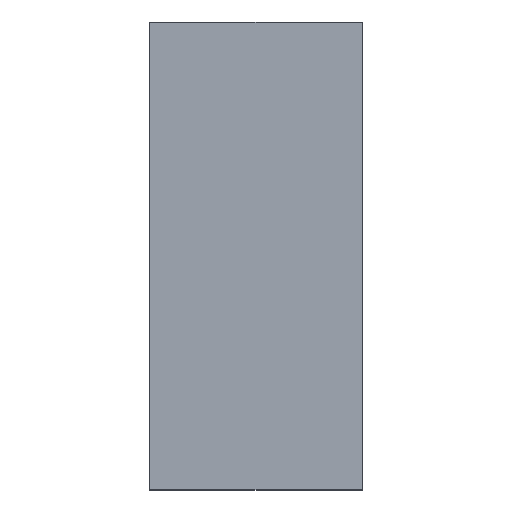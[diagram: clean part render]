
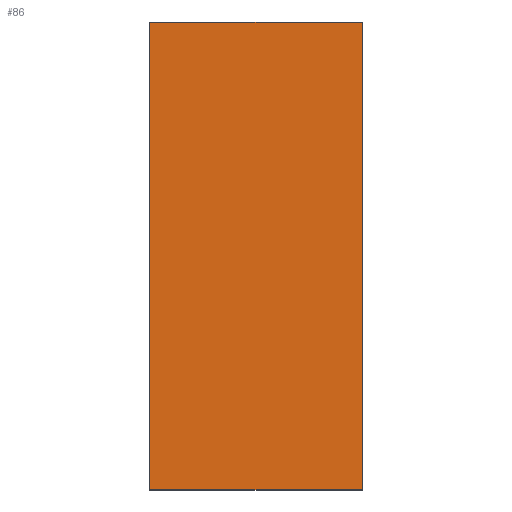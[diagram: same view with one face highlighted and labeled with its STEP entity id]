
A CAD part, top view. The second image highlights one B-rep face of the part: STEP entity #86.
In plain terms, the highlighted planar face has unit normal (0, 0, 1).
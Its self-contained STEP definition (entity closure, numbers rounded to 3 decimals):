
#5 = EDGE_LOOP ( 'NONE', ( #454, #620, #478, #829 ) ) ;
#49 = VECTOR ( 'NONE', #1140, 1000. ) ;
#86 = ADVANCED_FACE ( 'NONE', ( #725 ), #616, .T. ) ;
#124 = DIRECTION ( 'NONE',  ( 0., -1., 0. ) ) ;
#170 = CARTESIAN_POINT ( 'NONE',  ( -15., -33., 4. ) ) ;
#244 = DIRECTION ( 'NONE',  ( 1., 0., 0. ) ) ;
#267 = VERTEX_POINT ( 'NONE', #1081 ) ;
#294 = VECTOR ( 'NONE', #124, 1000. ) ;
#379 = LINE ( 'NONE', #1166, #407 ) ;
#407 = VECTOR ( 'NONE', #765, 1000. ) ;
#422 = CARTESIAN_POINT ( 'NONE',  ( -15., 33., 4. ) ) ;
#454 = ORIENTED_EDGE ( 'NONE', *, *, #941, .T. ) ;
#465 = VERTEX_POINT ( 'NONE', #501 ) ;
#478 = ORIENTED_EDGE ( 'NONE', *, *, #1037, .T. ) ;
#501 = CARTESIAN_POINT ( 'NONE',  ( 15., -33., 4. ) ) ;
#517 = LINE ( 'NONE', #523, #658 ) ;
#523 = CARTESIAN_POINT ( 'NONE',  ( 15., 33., 4. ) ) ;
#558 = VERTEX_POINT ( 'NONE', #866 ) ;
#616 = PLANE ( 'NONE',  #806 ) ;
#618 = EDGE_CURVE ( 'NONE', #558, #267, #379, .T. ) ;
#620 = ORIENTED_EDGE ( 'NONE', *, *, #1106, .T. ) ;
#658 = VECTOR ( 'NONE', #904, 1000. ) ;
#704 = LINE ( 'NONE', #422, #294 ) ;
#725 = FACE_OUTER_BOUND ( 'NONE', #5, .T. ) ;
#765 = DIRECTION ( 'NONE',  ( -1., 0., 0. ) ) ;
#806 = AXIS2_PLACEMENT_3D ( 'NONE', #1099, #1105, #244 ) ;
#829 = ORIENTED_EDGE ( 'NONE', *, *, #618, .T. ) ;
#838 = LINE ( 'NONE', #844, #49 ) ;
#844 = CARTESIAN_POINT ( 'NONE',  ( -15., -33., 4. ) ) ;
#866 = CARTESIAN_POINT ( 'NONE',  ( 15., 33., 4. ) ) ;
#904 = DIRECTION ( 'NONE',  ( 0., 1., 0. ) ) ;
#941 = EDGE_CURVE ( 'NONE', #267, #1151, #704, .T. ) ;
#1037 = EDGE_CURVE ( 'NONE', #465, #558, #517, .T. ) ;
#1081 = CARTESIAN_POINT ( 'NONE',  ( -15., 33., 4. ) ) ;
#1099 = CARTESIAN_POINT ( 'NONE',  ( 0., 0., 4. ) ) ;
#1105 = DIRECTION ( 'NONE',  ( 0., 0., 1. ) ) ;
#1106 = EDGE_CURVE ( 'NONE', #1151, #465, #838, .T. ) ;
#1140 = DIRECTION ( 'NONE',  ( 1., 0., 0. ) ) ;
#1151 = VERTEX_POINT ( 'NONE', #170 ) ;
#1166 = CARTESIAN_POINT ( 'NONE',  ( -15., 33., 4. ) ) ;
